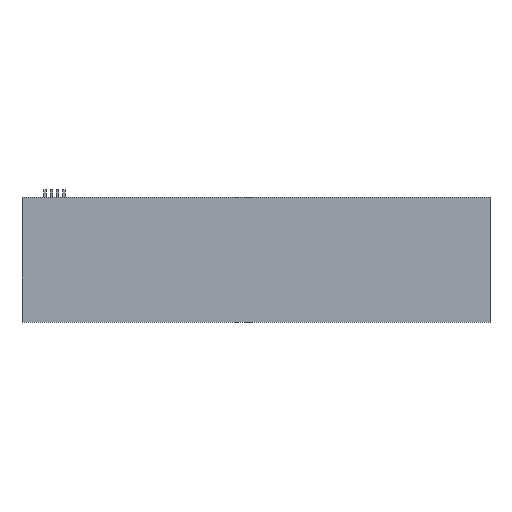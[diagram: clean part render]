
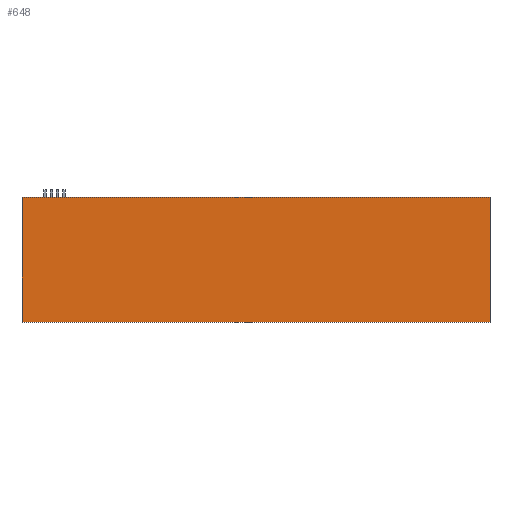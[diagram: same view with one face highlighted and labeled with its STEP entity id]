
A CAD part, top view. The second image highlights one B-rep face of the part: STEP entity #648.
In plain terms, the highlighted planar face has unit normal (0, 0, 1).
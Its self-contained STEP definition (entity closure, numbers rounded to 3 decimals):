
#32 = VERTEX_POINT('',#33);
#33 = CARTESIAN_POINT('',(0.,0.,8.));
#39 = EDGE_CURVE('',#32,#40,#42,.T.);
#40 = VERTEX_POINT('',#41);
#41 = CARTESIAN_POINT('',(150.,0.,8.));
#42 = LINE('',#43,#44);
#43 = CARTESIAN_POINT('',(0.,0.,8.));
#44 = VECTOR('',#45,1.);
#45 = DIRECTION('',(1.,0.,0.));
#629 = EDGE_CURVE('',#40,#630,#632,.T.);
#630 = VERTEX_POINT('',#631);
#631 = CARTESIAN_POINT('',(150.,-40.,8.));
#632 = LINE('',#633,#634);
#633 = CARTESIAN_POINT('',(150.,0.,8.));
#634 = VECTOR('',#635,1.);
#635 = DIRECTION('',(0.,-1.,0.));
#648 = ADVANCED_FACE('',(#649),#667,.T.);
#649 = FACE_BOUND('',#650,.F.);
#650 = EDGE_LOOP('',(#651,#652,#653,#661));
#651 = ORIENTED_EDGE('',*,*,#39,.T.);
#652 = ORIENTED_EDGE('',*,*,#629,.T.);
#653 = ORIENTED_EDGE('',*,*,#654,.T.);
#654 = EDGE_CURVE('',#630,#655,#657,.T.);
#655 = VERTEX_POINT('',#656);
#656 = CARTESIAN_POINT('',(0.,-40.,8.));
#657 = LINE('',#658,#659);
#658 = CARTESIAN_POINT('',(150.,-40.,8.));
#659 = VECTOR('',#660,1.);
#660 = DIRECTION('',(-1.,0.,0.));
#661 = ORIENTED_EDGE('',*,*,#662,.T.);
#662 = EDGE_CURVE('',#655,#32,#663,.T.);
#663 = LINE('',#664,#665);
#664 = CARTESIAN_POINT('',(0.,-40.,8.));
#665 = VECTOR('',#666,1.);
#666 = DIRECTION('',(0.,1.,0.));
#667 = PLANE('',#668);
#668 = AXIS2_PLACEMENT_3D('',#669,#670,#671);
#669 = CARTESIAN_POINT('',(75.,-20.,8.));
#670 = DIRECTION('',(0.,0.,1.));
#671 = DIRECTION('',(1.,0.,0.));
